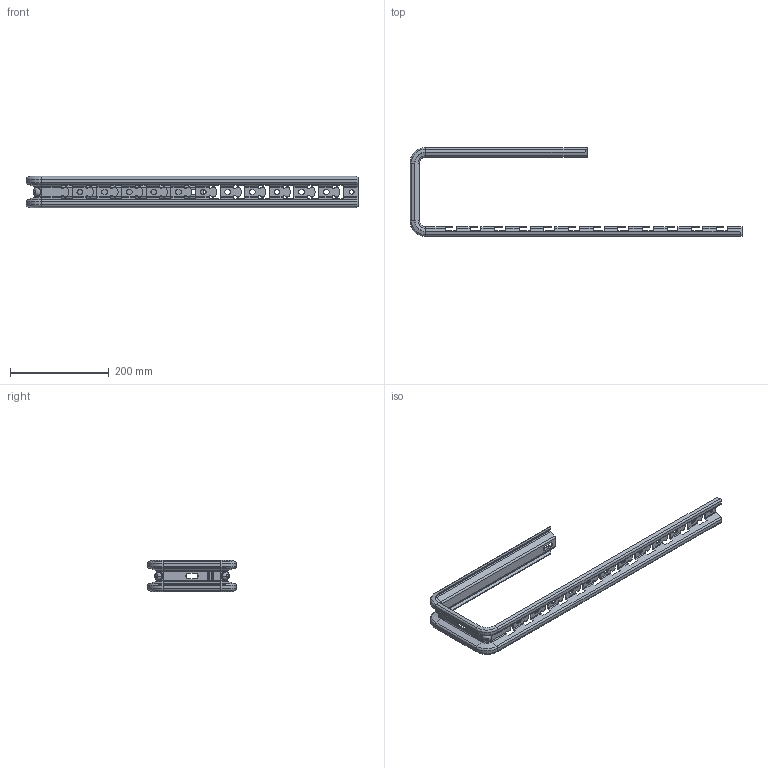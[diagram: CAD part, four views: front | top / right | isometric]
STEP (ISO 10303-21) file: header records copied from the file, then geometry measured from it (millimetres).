
FILE_DESCRIPTION((''),'2;1');
FILE_NAME('WFCS600_900860_PRT','2018-11-16T11:59:51',('tomasz.grudniewski'),(''),'CREO PARAMETRIC BY PTC INC, 2018260','CREO PARAMETRIC BY PTC INC, 2018260','');
FILE_SCHEMA(('CONFIG_CONTROL_DESIGN'));
Length unit declared in the file: millimetre
Products named in the file (1): WFCS600_900860_PRT
Bounding box: 674 x 180 x 63.43 mm (x, y, z)
Volume: 205797.4 mm3; surface area: 215563.2 mm2
Topology: 1 solids, 1 shells, 1106 faces, 2885 edges, 1766 vertices
Faces by surface type: plane 706, cylinder 308, bspline 40, torus 24, cone 20, sphere 8
Entity records: 43888 total; most frequent: CARTESIAN_POINT 16690, ORIENTED_EDGE 5754, DIRECTION 5517, EDGE_CURVE 2877, VECTOR 2209, LINE 2209, VERTEX_POINT 1766, AXIS2_PLACEMENT_3D 1654
